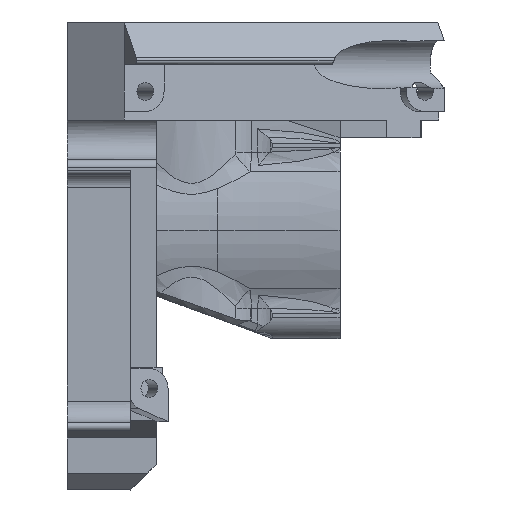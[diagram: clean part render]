
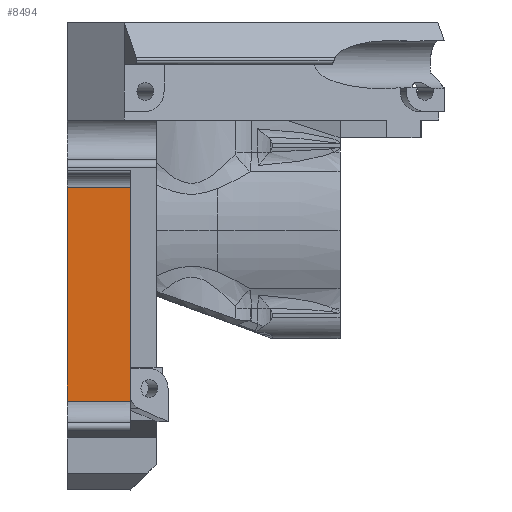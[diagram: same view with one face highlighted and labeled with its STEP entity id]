
A CAD part, left-side view. The second image highlights one B-rep face of the part: STEP entity #8494.
In plain terms, the highlighted planar face has unit normal (-1, 0, 0).
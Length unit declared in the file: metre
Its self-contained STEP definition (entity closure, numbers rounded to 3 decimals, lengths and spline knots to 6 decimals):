
#163=PLANE('',#9214);
#1112=LINE('',#16726,#1663);
#1124=LINE('',#16779,#1675);
#1125=LINE('',#16781,#1676);
#1126=LINE('',#16783,#1677);
#1663=VECTOR('',#10876,1.);
#1675=VECTOR('',#10920,1.);
#1676=VECTOR('',#10923,1.);
#1677=VECTOR('',#10924,1.);
#3628=ORIENTED_EDGE('',*,*,#5496,.F.);
#3629=ORIENTED_EDGE('',*,*,#5519,.F.);
#3630=ORIENTED_EDGE('',*,*,#5520,.T.);
#3631=ORIENTED_EDGE('',*,*,#5521,.T.);
#5496=EDGE_CURVE('',#6553,#6554,#1112,.T.);
#5519=EDGE_CURVE('',#6565,#6553,#1124,.T.);
#5520=EDGE_CURVE('',#6565,#6566,#1125,.T.);
#5521=EDGE_CURVE('',#6566,#6554,#1126,.T.);
#6553=VERTEX_POINT('',#16727);
#6554=VERTEX_POINT('',#16728);
#6565=VERTEX_POINT('',#16778);
#6566=VERTEX_POINT('',#16782);
#7305=EDGE_LOOP('',(#3628,#3629,#3630,#3631));
#7807=FACE_BOUND('',#7305,.T.);
#8494=ADVANCED_FACE('',(#7807),#163,.T.);
#9214=AXIS2_PLACEMENT_3D('',#16780,#10921,#10922);
#10876=DIRECTION('',(0.,0.,-1.));
#10920=DIRECTION('',(0.,-1.,0.));
#10921=DIRECTION('',(-1.,0.,0.));
#10922=DIRECTION('',(0.,-1.,0.));
#10923=DIRECTION('',(0.,0.,-1.));
#10924=DIRECTION('',(0.,-1.,0.));
#16726=CARTESIAN_POINT('',(0.213449,0.156465,0.111434));
#16727=CARTESIAN_POINT('',(0.213449,0.156465,0.125288));
#16728=CARTESIAN_POINT('',(0.213449,0.156465,0.100088));
#16778=CARTESIAN_POINT('',(0.213449,0.163965,0.125288));
#16779=CARTESIAN_POINT('',(0.213449,0.181465,0.125288));
#16780=CARTESIAN_POINT('',(0.213449,0.181465,0.125888));
#16781=CARTESIAN_POINT('',(0.213449,0.163965,0.125888));
#16782=CARTESIAN_POINT('',(0.213449,0.163965,0.100088));
#16783=CARTESIAN_POINT('',(0.213449,0.182965,0.100088));
